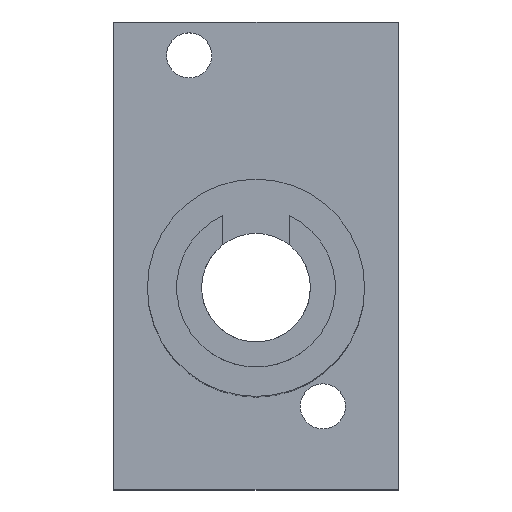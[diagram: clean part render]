
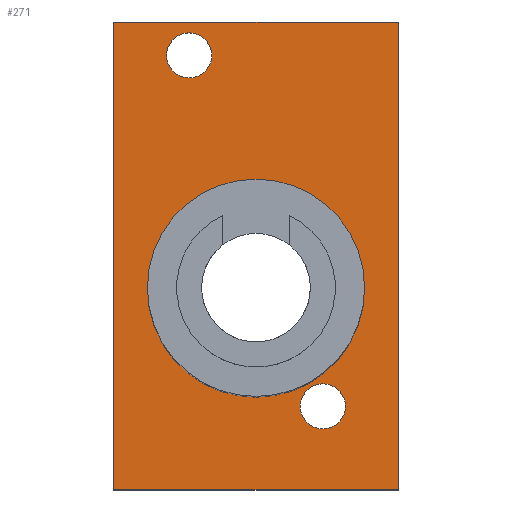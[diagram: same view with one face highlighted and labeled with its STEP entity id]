
A CAD part, top view. The second image highlights one B-rep face of the part: STEP entity #271.
In plain terms, the highlighted planar face has unit normal (0, 0, 1).
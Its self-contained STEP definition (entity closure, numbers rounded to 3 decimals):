
#23=FACE_BOUND('',#84,.T.);
#24=FACE_BOUND('',#85,.T.);
#25=FACE_BOUND('',#86,.T.);
#34=CIRCLE('',#288,6.5);
#36=CIRCLE('',#292,1.35);
#38=CIRCLE('',#295,1.35);
#59=FACE_OUTER_BOUND('',#83,.T.);
#83=EDGE_LOOP('',(#239,#240,#241,#242));
#84=EDGE_LOOP('',(#243));
#85=EDGE_LOOP('',(#244));
#86=EDGE_LOOP('',(#245));
#97=LINE('',#433,#117);
#100=LINE('',#439,#120);
#103=LINE('',#445,#123);
#106=LINE('',#449,#126);
#117=VECTOR('',#360,28.);
#120=VECTOR('',#365,17.);
#123=VECTOR('',#370,28.);
#126=VECTOR('',#375,17.);
#137=VERTEX_POINT('',#413);
#139=VERTEX_POINT('',#419);
#141=VERTEX_POINT('',#424);
#144=VERTEX_POINT('',#430);
#145=VERTEX_POINT('',#432);
#147=VERTEX_POINT('',#438);
#149=VERTEX_POINT('',#444);
#165=EDGE_CURVE('',#137,#137,#34,.T.);
#167=EDGE_CURVE('',#139,#139,#36,.T.);
#169=EDGE_CURVE('',#141,#141,#38,.T.);
#172=EDGE_CURVE('',#145,#144,#97,.T.);
#175=EDGE_CURVE('',#147,#145,#100,.T.);
#178=EDGE_CURVE('',#149,#147,#103,.T.);
#181=EDGE_CURVE('',#144,#149,#106,.T.);
#239=ORIENTED_EDGE('',*,*,#181,.T.);
#240=ORIENTED_EDGE('',*,*,#178,.T.);
#241=ORIENTED_EDGE('',*,*,#175,.T.);
#242=ORIENTED_EDGE('',*,*,#172,.T.);
#243=ORIENTED_EDGE('',*,*,#165,.T.);
#244=ORIENTED_EDGE('',*,*,#167,.T.);
#245=ORIENTED_EDGE('',*,*,#169,.T.);
#255=PLANE('',#301);
#271=ADVANCED_FACE('',(#59,#23,#24,#25),#255,.T.);
#288=AXIS2_PLACEMENT_3D('',#414,#340,#341);
#292=AXIS2_PLACEMENT_3D('',#420,#348,#349);
#295=AXIS2_PLACEMENT_3D('',#425,#354,#355);
#301=AXIS2_PLACEMENT_3D('',#451,#378,#379);
#340=DIRECTION('center_axis',(0.,0.,-1.));
#341=DIRECTION('ref_axis',(-1.,0.,0.));
#348=DIRECTION('center_axis',(0.,0.,-1.));
#349=DIRECTION('ref_axis',(-1.,0.,0.));
#354=DIRECTION('center_axis',(0.,0.,-1.));
#355=DIRECTION('ref_axis',(-1.,0.,0.));
#360=DIRECTION('',(0.,1.,0.));
#365=DIRECTION('',(1.,0.,0.));
#370=DIRECTION('',(0.,-1.,0.));
#375=DIRECTION('',(-1.,0.,0.));
#378=DIRECTION('center_axis',(0.,0.,1.));
#379=DIRECTION('ref_axis',(1.,0.,0.));
#413=CARTESIAN_POINT('',(-2.,12.047,1.));
#414=CARTESIAN_POINT('Origin',(-8.5,12.047,1.));
#419=CARTESIAN_POINT('',(-11.15,26.,1.));
#420=CARTESIAN_POINT('Origin',(-12.5,26.,1.));
#424=CARTESIAN_POINT('',(-3.15,5.,1.));
#425=CARTESIAN_POINT('Origin',(-4.5,5.,1.));
#430=CARTESIAN_POINT('',(0.,28.,1.));
#432=CARTESIAN_POINT('',(0.,0.,1.));
#433=CARTESIAN_POINT('',(0.,28.,1.));
#438=CARTESIAN_POINT('',(-17.,0.,1.));
#439=CARTESIAN_POINT('',(0.,0.,1.));
#444=CARTESIAN_POINT('',(-17.,28.,1.));
#445=CARTESIAN_POINT('',(-17.,0.,1.));
#449=CARTESIAN_POINT('',(-17.,28.,1.));
#451=CARTESIAN_POINT('Origin',(-8.5,14.,1.));
